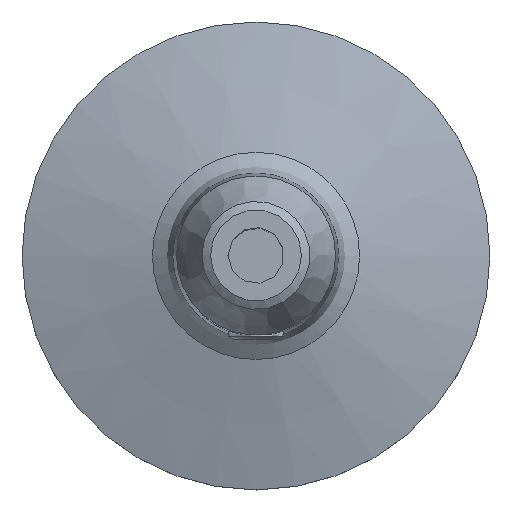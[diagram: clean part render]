
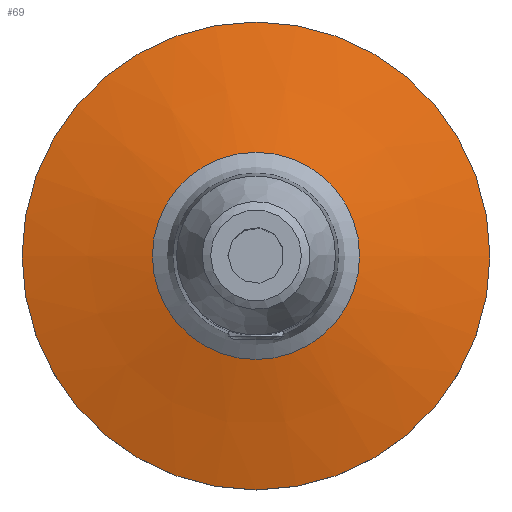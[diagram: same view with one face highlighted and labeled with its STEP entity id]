
A CAD part, top view. The second image highlights one B-rep face of the part: STEP entity #69.
In plain terms, the highlighted conical face has half-angle 75 degrees and reference radius 11.069 mm.
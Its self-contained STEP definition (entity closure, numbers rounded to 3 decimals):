
#47=CONICAL_SURFACE('',#248,11.069,75.);
#69=ADVANCED_FACE('',(#97,#98),#47,.T.);
#97=FACE_BOUND('',#126,.T.);
#98=FACE_BOUND('',#127,.T.);
#126=EDGE_LOOP('',(#160));
#127=EDGE_LOOP('',(#161));
#160=ORIENTED_EDGE('',*,*,#208,.F.);
#161=ORIENTED_EDGE('',*,*,#201,.T.);
#184=VERTEX_POINT('',#345);
#191=VERTEX_POINT('',#418);
#201=EDGE_CURVE('',#184,#184,#219,.T.);
#208=EDGE_CURVE('',#191,#191,#224,.T.);
#219=CIRCLE('',#237,11.069);
#224=CIRCLE('',#247,25.);
#237=AXIS2_PLACEMENT_3D('',#344,#276,#277);
#247=AXIS2_PLACEMENT_3D('',#417,#296,#297);
#248=AXIS2_PLACEMENT_3D('',#419,#298,#299);
#276=DIRECTION('',(0.,0.,-1.));
#277=DIRECTION('',(-1.,0.,0.));
#296=DIRECTION('',(0.,0.,-1.));
#297=DIRECTION('',(-1.,0.,0.));
#298=DIRECTION('',(0.,0.,-1.));
#299=DIRECTION('',(1.,0.,0.));
#344=CARTESIAN_POINT('',(0.,0.,8.733));
#345=CARTESIAN_POINT('',(-11.069,0.,8.733));
#417=CARTESIAN_POINT('',(0.,0.,5.));
#418=CARTESIAN_POINT('',(-25.,0.,5.));
#419=CARTESIAN_POINT('',(0.,0.,8.733));
